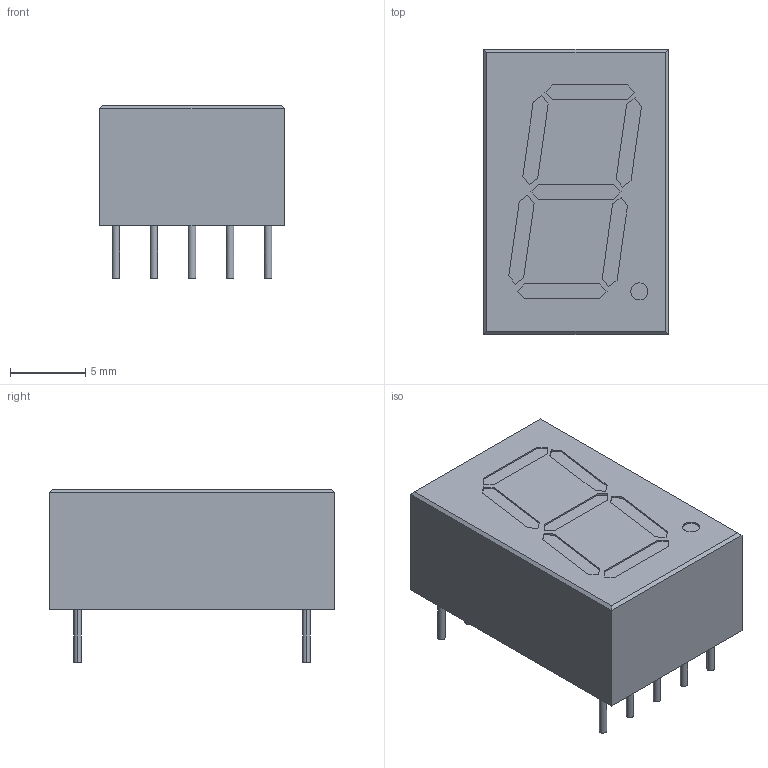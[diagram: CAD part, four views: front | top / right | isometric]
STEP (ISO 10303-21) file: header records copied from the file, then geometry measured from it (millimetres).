
FILE_DESCRIPTION(/* description */ (''),/* implementation_level */ '2;1');
FILE_NAME(/* name */ '7SEGME~3',/* time_stamp */ '2017-04-03T17:25:51+03:00',/* author */ (''),/* organization */ (''),/* preprocessor_version */ 'ST-DEVELOPER v15',/* originating_system */ '',/* authorisation */ '');
FILE_SCHEMA (('AUTOMOTIVE_DESIGN'));
Length unit declared in the file: millimetre
Products named in the file (1): Document
Bounding box: 12.3 x 19 x 11.5 mm (x, y, z)
Surface area: 1025.1 mm2 (no closed solid volume)
Topology: 0 solids, 92 shells, 92 faces, 424 edges, 424 vertices
Faces by surface type: plane 70, bspline 22
Entity records: 5125 total; most frequent: CARTESIAN_POINT 2004, ORIENTED_EDGE 424, EDGE_CURVE 424, VERTEX_POINT 424, B_SPLINE_CURVE_WITH_KNOTS 292, EDGE_LOOP 110, COLOUR_RGB 92, FILL_AREA_STYLE_COLOUR 92
